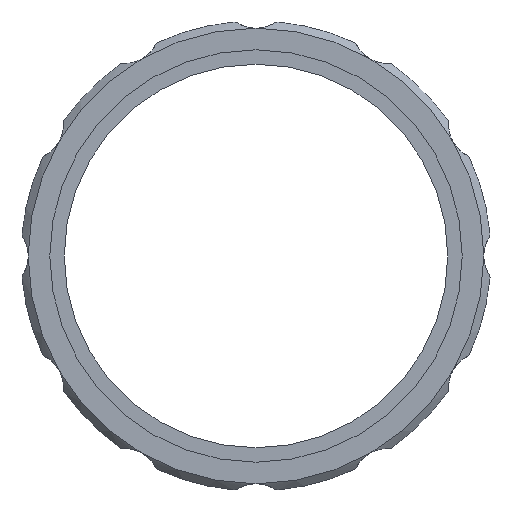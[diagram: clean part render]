
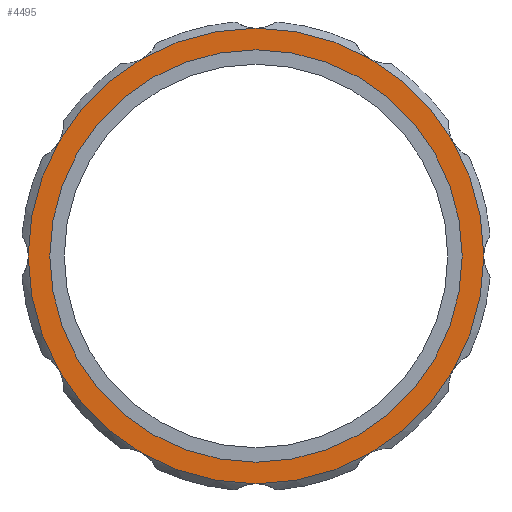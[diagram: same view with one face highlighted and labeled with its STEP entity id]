
A CAD part, front view. The second image highlights one B-rep face of the part: STEP entity #4495.
In plain terms, the highlighted planar face has unit normal (0, -1, 0).
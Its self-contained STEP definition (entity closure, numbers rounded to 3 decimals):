
#33 = DIRECTION ( 'NONE',  ( -1., 0., 0. ) ) ;
#62 = ORIENTED_EDGE ( 'NONE', *, *, #488, .F. ) ;
#88 = CIRCLE ( 'NONE', #4221, 71.5 ) ;
#117 = VERTEX_POINT ( 'NONE', #2780 ) ;
#192 = EDGE_CURVE ( 'NONE', #1931, #2700, #4819, .T. ) ;
#216 = ORIENTED_EDGE ( 'NONE', *, *, #2077, .F. ) ;
#247 = DIRECTION ( 'NONE',  ( 0., 1., 0. ) ) ;
#281 = CARTESIAN_POINT ( 'NONE',  ( 0., -100.994, 0. ) ) ;
#331 = EDGE_CURVE ( 'NONE', #4211, #5093, #3515, .T. ) ;
#430 = FACE_BOUND ( 'NONE', #4632, .T. ) ;
#488 = EDGE_CURVE ( 'NONE', #4085, #4211, #1447, .T. ) ;
#600 = CIRCLE ( 'NONE', #1461, 79. ) ;
#601 = AXIS2_PLACEMENT_3D ( 'NONE', #4719, #5144, #2289 ) ;
#621 = CARTESIAN_POINT ( 'NONE',  ( 0., -100.994, 0. ) ) ;
#681 = AXIS2_PLACEMENT_3D ( 'NONE', #761, #2379, #2409 ) ;
#761 = CARTESIAN_POINT ( 'NONE',  ( 0., -100.994, 0. ) ) ;
#778 = CARTESIAN_POINT ( 'NONE',  ( 0., -100.994, 0. ) ) ;
#852 = DIRECTION ( 'NONE',  ( 0., -1., 0. ) ) ;
#878 = VERTEX_POINT ( 'NONE', #2161 ) ;
#883 = DIRECTION ( 'NONE',  ( 1., 0., 0. ) ) ;
#959 = CARTESIAN_POINT ( 'NONE',  ( -39.5, -100.994, -68.416 ) ) ;
#968 = DIRECTION ( 'NONE',  ( -1., 0., 0. ) ) ;
#1032 = AXIS2_PLACEMENT_3D ( 'NONE', #4607, #2603, #4175 ) ;
#1108 = DIRECTION ( 'NONE',  ( -1., 0., 0. ) ) ;
#1118 = AXIS2_PLACEMENT_3D ( 'NONE', #3473, #4320, #2718 ) ;
#1159 = DIRECTION ( 'NONE',  ( 0., 1., 0. ) ) ;
#1182 = DIRECTION ( 'NONE',  ( 0., 1., 0. ) ) ;
#1202 = CIRCLE ( 'NONE', #1118, 79. ) ;
#1294 = VERTEX_POINT ( 'NONE', #4278 ) ;
#1345 = VERTEX_POINT ( 'NONE', #2920 ) ;
#1374 = DIRECTION ( 'NONE',  ( 0., 1., 0. ) ) ;
#1380 = VERTEX_POINT ( 'NONE', #4491 ) ;
#1409 = ORIENTED_EDGE ( 'NONE', *, *, #192, .F. ) ;
#1447 = CIRCLE ( 'NONE', #2215, 79. ) ;
#1461 = AXIS2_PLACEMENT_3D ( 'NONE', #778, #1159, #5307 ) ;
#1484 = DIRECTION ( 'NONE',  ( -1., 0., 0. ) ) ;
#1505 = DIRECTION ( 'NONE',  ( 0., 1., 0. ) ) ;
#1552 = AXIS2_PLACEMENT_3D ( 'NONE', #2893, #852, #883 ) ;
#1609 = ORIENTED_EDGE ( 'NONE', *, *, #3813, .F. ) ;
#1613 = VERTEX_POINT ( 'NONE', #1730 ) ;
#1650 = VERTEX_POINT ( 'NONE', #959 ) ;
#1730 = CARTESIAN_POINT ( 'NONE',  ( 68.416, -100.994, 39.5 ) ) ;
#1741 = ORIENTED_EDGE ( 'NONE', *, *, #2413, .F. ) ;
#1763 = CARTESIAN_POINT ( 'NONE',  ( 0., -100.994, 79. ) ) ;
#1800 = AXIS2_PLACEMENT_3D ( 'NONE', #3709, #3677, #2444 ) ;
#1804 = CIRCLE ( 'NONE', #3788, 79. ) ;
#1931 = VERTEX_POINT ( 'NONE', #3812 ) ;
#1946 = CARTESIAN_POINT ( 'NONE',  ( 0., -100.994, 0. ) ) ;
#1948 = ORIENTED_EDGE ( 'NONE', *, *, #3527, .F. ) ;
#2015 = CARTESIAN_POINT ( 'NONE',  ( 39.5, -100.994, 68.416 ) ) ;
#2053 = AXIS2_PLACEMENT_3D ( 'NONE', #3918, #247, #1484 ) ;
#2074 = CARTESIAN_POINT ( 'NONE',  ( 0., -100.994, -79. ) ) ;
#2077 = EDGE_CURVE ( 'NONE', #117, #3333, #2326, .T. ) ;
#2093 = ORIENTED_EDGE ( 'NONE', *, *, #3729, .F. ) ;
#2141 = AXIS2_PLACEMENT_3D ( 'NONE', #1946, #4326, #5233 ) ;
#2161 = CARTESIAN_POINT ( 'NONE',  ( 79., -100.994, 0. ) ) ;
#2175 = DIRECTION ( 'NONE',  ( -1., 0., 0. ) ) ;
#2203 = DIRECTION ( 'NONE',  ( -1., 0., 0. ) ) ;
#2215 = AXIS2_PLACEMENT_3D ( 'NONE', #3983, #1374, #2203 ) ;
#2231 = DIRECTION ( 'NONE',  ( -1., 0., 0. ) ) ;
#2258 = EDGE_CURVE ( 'NONE', #1345, #1294, #4561, .T. ) ;
#2289 = DIRECTION ( 'NONE',  ( -1., 0., 0. ) ) ;
#2326 = CIRCLE ( 'NONE', #2141, 79. ) ;
#2336 = AXIS2_PLACEMENT_3D ( 'NONE', #621, #3119, #968 ) ;
#2379 = DIRECTION ( 'NONE',  ( 0., 1., 0. ) ) ;
#2389 = AXIS2_PLACEMENT_3D ( 'NONE', #281, #2772, #2231 ) ;
#2407 = CIRCLE ( 'NONE', #2053, 79. ) ;
#2409 = DIRECTION ( 'NONE',  ( -1., 0., 0. ) ) ;
#2411 = CIRCLE ( 'NONE', #1800, 79. ) ;
#2413 = EDGE_CURVE ( 'NONE', #1650, #1380, #1804, .T. ) ;
#2444 = DIRECTION ( 'NONE',  ( -1., 0., 0. ) ) ;
#2552 = PLANE ( 'NONE',  #1552 ) ;
#2586 = CARTESIAN_POINT ( 'NONE',  ( 0., -100.994, 0. ) ) ;
#2587 = CARTESIAN_POINT ( 'NONE',  ( -68.416, -100.994, 39.5 ) ) ;
#2603 = DIRECTION ( 'NONE',  ( 0., 1., 0. ) ) ;
#2694 = CARTESIAN_POINT ( 'NONE',  ( 0., -100.994, 0. ) ) ;
#2700 = VERTEX_POINT ( 'NONE', #1763 ) ;
#2718 = DIRECTION ( 'NONE',  ( -1., 0., 0. ) ) ;
#2772 = DIRECTION ( 'NONE',  ( 0., 1., 0. ) ) ;
#2780 = CARTESIAN_POINT ( 'NONE',  ( -79., -100.994, 0. ) ) ;
#2879 = ORIENTED_EDGE ( 'NONE', *, *, #331, .F. ) ;
#2893 = CARTESIAN_POINT ( 'NONE',  ( -79., -100.994, 0. ) ) ;
#2908 = CARTESIAN_POINT ( 'NONE',  ( 39.5, -100.994, -68.416 ) ) ;
#2920 = CARTESIAN_POINT ( 'NONE',  ( -71.5, -100.994, 0. ) ) ;
#3119 = DIRECTION ( 'NONE',  ( 0., 1., 0. ) ) ;
#3327 = DIRECTION ( 'NONE',  ( 0., 1., 0. ) ) ;
#3333 = VERTEX_POINT ( 'NONE', #2587 ) ;
#3473 = CARTESIAN_POINT ( 'NONE',  ( 0., -100.994, 0. ) ) ;
#3495 = ORIENTED_EDGE ( 'NONE', *, *, #3734, .F. ) ;
#3500 = EDGE_CURVE ( 'NONE', #2700, #3707, #2407, .T. ) ;
#3508 = ORIENTED_EDGE ( 'NONE', *, *, #2258, .T. ) ;
#3515 = CIRCLE ( 'NONE', #681, 79. ) ;
#3527 = EDGE_CURVE ( 'NONE', #3333, #1931, #1202, .T. ) ;
#3536 = EDGE_CURVE ( 'NONE', #1294, #1345, #88, .T. ) ;
#3608 = CIRCLE ( 'NONE', #1032, 79. ) ;
#3677 = DIRECTION ( 'NONE',  ( 0., 1., 0. ) ) ;
#3707 = VERTEX_POINT ( 'NONE', #2015 ) ;
#3709 = CARTESIAN_POINT ( 'NONE',  ( 0., -100.994, 0. ) ) ;
#3713 = CARTESIAN_POINT ( 'NONE',  ( 0., -100.994, 0. ) ) ;
#3729 = EDGE_CURVE ( 'NONE', #3707, #1613, #4655, .T. ) ;
#3734 = EDGE_CURVE ( 'NONE', #1380, #117, #600, .T. ) ;
#3788 = AXIS2_PLACEMENT_3D ( 'NONE', #2586, #3327, #2175 ) ;
#3812 = CARTESIAN_POINT ( 'NONE',  ( -39.5, -100.994, 68.416 ) ) ;
#3813 = EDGE_CURVE ( 'NONE', #878, #4085, #3608, .T. ) ;
#3879 = CARTESIAN_POINT ( 'NONE',  ( 68.416, -100.994, -39.5 ) ) ;
#3918 = CARTESIAN_POINT ( 'NONE',  ( 0., -100.994, 0. ) ) ;
#3939 = ORIENTED_EDGE ( 'NONE', *, *, #4722, .F. ) ;
#3983 = CARTESIAN_POINT ( 'NONE',  ( 0., -100.994, 0. ) ) ;
#4010 = EDGE_CURVE ( 'NONE', #5093, #1650, #2411, .T. ) ;
#4027 = EDGE_LOOP ( 'NONE', ( #4853, #2879, #62, #1609, #3939, #2093, #4843, #1409, #1948, #216, #3495, #1741 ) ) ;
#4085 = VERTEX_POINT ( 'NONE', #3879 ) ;
#4157 = ORIENTED_EDGE ( 'NONE', *, *, #3536, .T. ) ;
#4175 = DIRECTION ( 'NONE',  ( -1., 0., 0. ) ) ;
#4176 = FACE_OUTER_BOUND ( 'NONE', #4027, .T. ) ;
#4211 = VERTEX_POINT ( 'NONE', #2908 ) ;
#4221 = AXIS2_PLACEMENT_3D ( 'NONE', #2694, #1505, #1108 ) ;
#4278 = CARTESIAN_POINT ( 'NONE',  ( 71.5, -100.994, 0. ) ) ;
#4320 = DIRECTION ( 'NONE',  ( 0., 1., 0. ) ) ;
#4326 = DIRECTION ( 'NONE',  ( 0., 1., 0. ) ) ;
#4491 = CARTESIAN_POINT ( 'NONE',  ( -68.416, -100.994, -39.5 ) ) ;
#4495 = ADVANCED_FACE ( 'NONE', ( #430, #4176 ), #2552, .T. ) ;
#4561 = CIRCLE ( 'NONE', #601, 71.5 ) ;
#4569 = CIRCLE ( 'NONE', #2336, 79. ) ;
#4607 = CARTESIAN_POINT ( 'NONE',  ( 0., -100.994, 0. ) ) ;
#4632 = EDGE_LOOP ( 'NONE', ( #3508, #4157 ) ) ;
#4655 = CIRCLE ( 'NONE', #5076, 79. ) ;
#4719 = CARTESIAN_POINT ( 'NONE',  ( 0., -100.994, 0. ) ) ;
#4722 = EDGE_CURVE ( 'NONE', #1613, #878, #4569, .T. ) ;
#4819 = CIRCLE ( 'NONE', #2389, 79. ) ;
#4843 = ORIENTED_EDGE ( 'NONE', *, *, #3500, .F. ) ;
#4853 = ORIENTED_EDGE ( 'NONE', *, *, #4010, .F. ) ;
#5076 = AXIS2_PLACEMENT_3D ( 'NONE', #3713, #1182, #33 ) ;
#5093 = VERTEX_POINT ( 'NONE', #2074 ) ;
#5144 = DIRECTION ( 'NONE',  ( 0., 1., 0. ) ) ;
#5233 = DIRECTION ( 'NONE',  ( -1., 0., 0. ) ) ;
#5307 = DIRECTION ( 'NONE',  ( -1., 0., 0. ) ) ;
